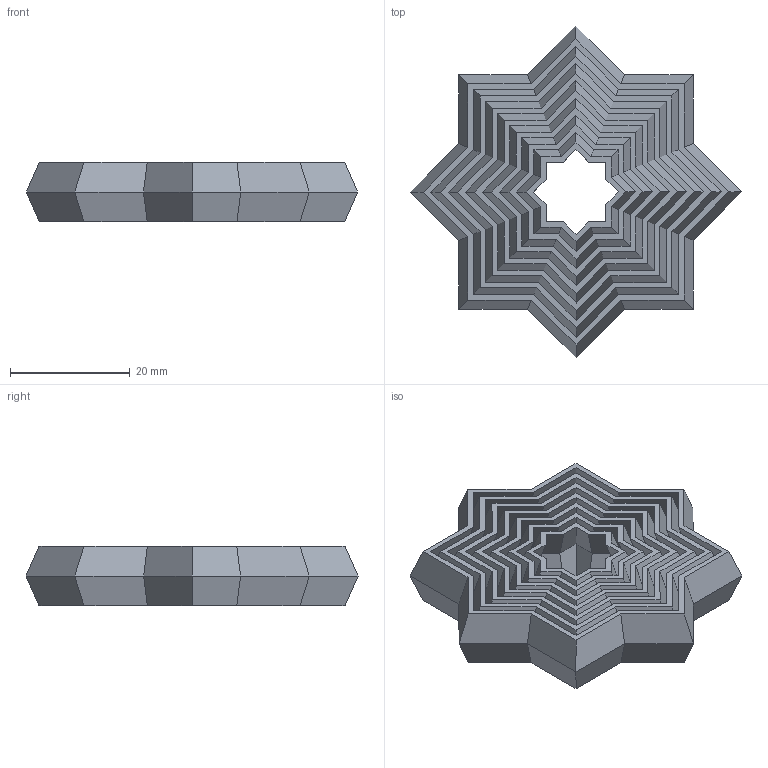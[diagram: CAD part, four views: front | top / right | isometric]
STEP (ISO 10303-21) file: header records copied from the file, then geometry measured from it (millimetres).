
FILE_DESCRIPTION(/* description */ (''),/* implementation_level */ '2;1');
FILE_NAME(/* name */ 'concentric fidget.step',/* time_stamp */ '2025-12-09T17:22:36-08:00',/* author */ (''),/* organization */ (''),/* preprocessor_version */ 'ST-DEVELOPER v20.1',/* originating_system */ 'Autodesk Translation Framework v14.21.0.0',/* authorisation */ '');
FILE_SCHEMA (('AUTOMOTIVE_DESIGN { 1 0 10303 214 3 1 1 }'));
Length unit declared in the file: millimetre
Products named in the file (2): 2025-12-04-20-40-51-793; 2025-12-04-22-16-21-363
Assembly tree (1 placements, depth 2):
  2025-12-04-20-40-51-793
    2025-12-04-22-16-21-363
Bounding box: 55.37 x 55.51 x 10 mm (x, y, z)
Volume: 7263 mm3; surface area: 18239.8 mm2
Topology: 7 solids, 7 shells, 462 faces, 1120 edges, 672 vertices
Faces by surface type: plane 462
Entity records: 12987 total; most frequent: CARTESIAN_POINT 2257, ORIENTED_EDGE 2240, DIRECTION 2050, LINE 1120, VECTOR 1120, EDGE_CURVE 1120, VERTEX_POINT 672, EDGE_LOOP 476
